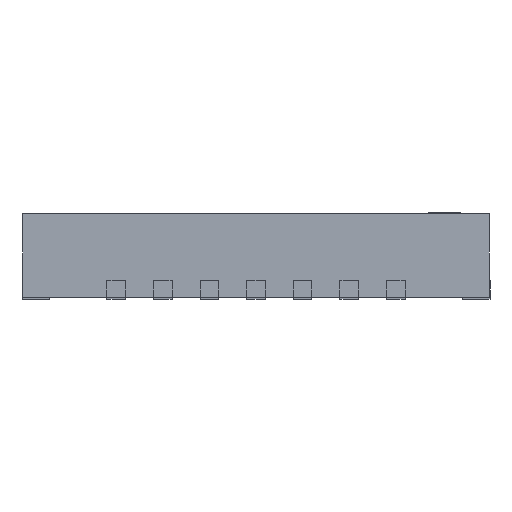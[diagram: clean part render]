
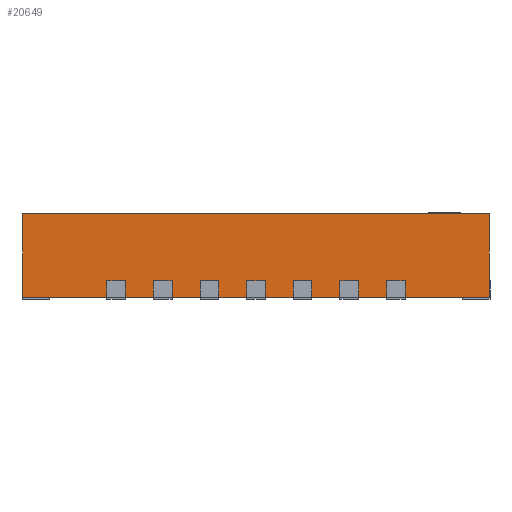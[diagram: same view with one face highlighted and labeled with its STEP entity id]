
A CAD part, left-side view. The second image highlights one B-rep face of the part: STEP entity #20649.
In plain terms, the highlighted planar face has unit normal (-1, 0, 0).
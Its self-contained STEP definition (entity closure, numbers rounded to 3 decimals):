
#726 = CARTESIAN_POINT ( 'NONE',  ( -2.5, 2.5, 0.03 ) ) ;
#747 = CARTESIAN_POINT ( 'NONE',  ( -2.5, 2.5, 0.93 ) ) ;
#823 = ORIENTED_EDGE ( 'NONE', *, *, #16247, .T. ) ;
#3101 = DIRECTION ( 'NONE',  ( 0., 0., -1. ) ) ;
#3850 = DIRECTION ( 'NONE',  ( 0., 1., 0. ) ) ;
#5051 = EDGE_CURVE ( 'NONE', #22844, #6455, #5167, .T. ) ;
#5167 = LINE ( 'NONE', #747, #14473 ) ;
#5352 = DIRECTION ( 'NONE',  ( 1., 0., 0. ) ) ;
#6455 = VERTEX_POINT ( 'NONE', #24509 ) ;
#7369 = ORIENTED_EDGE ( 'NONE', *, *, #5051, .F. ) ;
#7598 = EDGE_CURVE ( 'NONE', #22844, #11073, #8212, .T. ) ;
#8212 = LINE ( 'NONE', #14565, #26171 ) ;
#8446 = EDGE_CURVE ( 'NONE', #6455, #10980, #15827, .T. ) ;
#8810 = CARTESIAN_POINT ( 'NONE',  ( -2.5, -2.5, 0.03 ) ) ;
#9563 = VECTOR ( 'NONE', #3101, 1000. ) ;
#10044 = CARTESIAN_POINT ( 'NONE',  ( -2.5, 2.5, 0.93 ) ) ;
#10980 = VERTEX_POINT ( 'NONE', #8810 ) ;
#11073 = VERTEX_POINT ( 'NONE', #15306 ) ;
#11689 = VECTOR ( 'NONE', #15662, 1000. ) ;
#13601 = LINE ( 'NONE', #726, #11689 ) ;
#14337 = PLANE ( 'NONE',  #25167 ) ;
#14473 = VECTOR ( 'NONE', #15691, 1000. ) ;
#14565 = CARTESIAN_POINT ( 'NONE',  ( -2.5, 2.5, 0.93 ) ) ;
#14761 = CARTESIAN_POINT ( 'NONE',  ( -2.5, 2.5, 0.93 ) ) ;
#15306 = CARTESIAN_POINT ( 'NONE',  ( -2.5, 2.5, 0.03 ) ) ;
#15662 = DIRECTION ( 'NONE',  ( 0., -1., 0. ) ) ;
#15691 = DIRECTION ( 'NONE',  ( 0., -1., 0. ) ) ;
#15827 = LINE ( 'NONE', #26076, #9563 ) ;
#16008 = FACE_OUTER_BOUND ( 'NONE', #22330, .T. ) ;
#16247 = EDGE_CURVE ( 'NONE', #11073, #10980, #13601, .T. ) ;
#18379 = ORIENTED_EDGE ( 'NONE', *, *, #7598, .T. ) ;
#20649 = ADVANCED_FACE ( 'NONE', ( #16008 ), #14337, .F. ) ;
#22330 = EDGE_LOOP ( 'NONE', ( #823, #23950, #7369, #18379 ) ) ;
#22844 = VERTEX_POINT ( 'NONE', #14761 ) ;
#22939 = DIRECTION ( 'NONE',  ( 0., 0., -1. ) ) ;
#23950 = ORIENTED_EDGE ( 'NONE', *, *, #8446, .F. ) ;
#24509 = CARTESIAN_POINT ( 'NONE',  ( -2.5, -2.5, 0.93 ) ) ;
#25167 = AXIS2_PLACEMENT_3D ( 'NONE', #10044, #5352, #3850 ) ;
#26076 = CARTESIAN_POINT ( 'NONE',  ( -2.5, -2.5, 0.93 ) ) ;
#26171 = VECTOR ( 'NONE', #22939, 1000. ) ;
